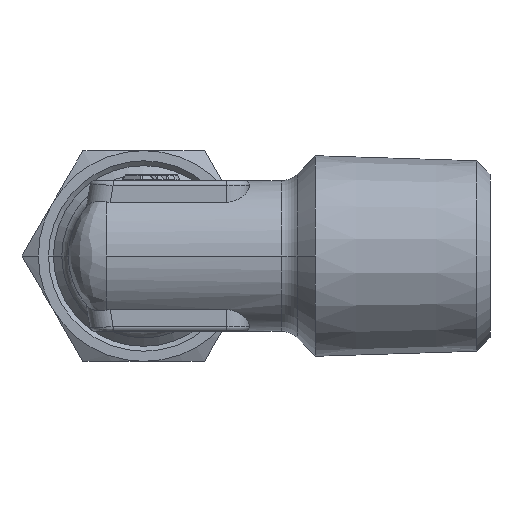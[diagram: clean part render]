
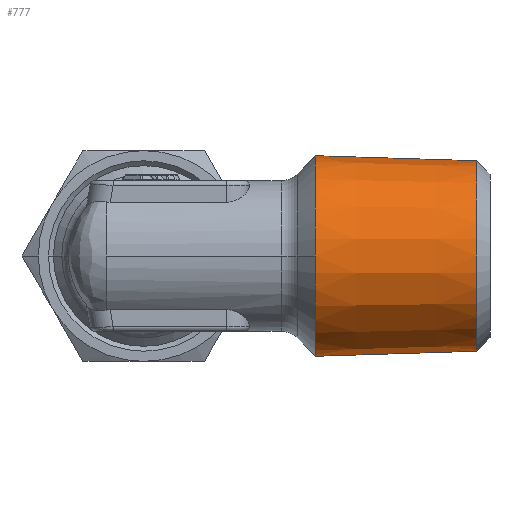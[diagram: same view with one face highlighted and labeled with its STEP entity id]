
A CAD part, left-side view. The second image highlights one B-rep face of the part: STEP entity #777.
In plain terms, the highlighted conical face has half-angle 1.78 degrees and reference radius 6.493 mm.
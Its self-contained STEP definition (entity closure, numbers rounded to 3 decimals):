
#777=ADVANCED_FACE('',(#1840),#1841,.T.);
#1840=FACE_OUTER_BOUND('',#3719,.T.);
#1841=CONICAL_SURFACE('',#3720,6.493,0.031);
#3719=EDGE_LOOP('',(#6539,#6540,#6541,#6542,#6543));
#3720=AXIS2_PLACEMENT_3D('',#6544,#6545,#6546);
#6539=ORIENTED_EDGE('',*,*,#9967,.F.);
#6540=ORIENTED_EDGE('',*,*,#9657,.T.);
#6541=ORIENTED_EDGE('',*,*,#9968,.F.);
#6542=ORIENTED_EDGE('',*,*,#9969,.F.);
#6543=ORIENTED_EDGE('',*,*,#9970,.F.);
#6544=CARTESIAN_POINT('',(0.0,-16.763,0.0));
#6545=DIRECTION('',(-0.0,1.0,0.0));
#6546=DIRECTION('',(0.0,0.0,-1.0));
#9657=EDGE_CURVE('',#11571,#11575,#11577,.T.);
#9967=EDGE_CURVE('',#11571,#12075,#12076,.T.);
#9968=EDGE_CURVE('',#12077,#11575,#12078,.T.);
#9969=EDGE_CURVE('',#12079,#12077,#12080,.T.);
#9970=EDGE_CURVE('',#12075,#12079,#12081,.T.);
#11571=VERTEX_POINT('',#14662);
#11575=VERTEX_POINT('',#14667);
#11577=CIRCLE('',#14670,6.326);
#12075=VERTEX_POINT('',#15621);
#12076=LINE('',#15622,#15623);
#12077=VERTEX_POINT('',#15624);
#12078=LINE('',#15625,#15626);
#12079=VERTEX_POINT('',#15627);
#12080=CIRCLE('',#15628,6.659);
#12081=CIRCLE('',#15629,6.659);
#14662=CARTESIAN_POINT('',(0.,-22.117,-6.326));
#14667=CARTESIAN_POINT('',(0.0,-22.117,6.326));
#14670=AXIS2_PLACEMENT_3D('',#18208,#18209,#18210);
#15621=CARTESIAN_POINT('',(0.,-11.409,-6.659));
#15622=CARTESIAN_POINT('',(0.,-16.763,-6.493));
#15623=VECTOR('',#18534,1.0);
#15624=CARTESIAN_POINT('',(0.,-11.409,6.659));
#15625=CARTESIAN_POINT('',(0.,-16.763,6.493));
#15626=VECTOR('',#18535,1.0);
#15627=CARTESIAN_POINT('',(-6.659,-11.409,0.0));
#15628=AXIS2_PLACEMENT_3D('',#18536,#18537,#18538);
#15629=AXIS2_PLACEMENT_3D('',#18539,#18540,#18541);
#18208=CARTESIAN_POINT('',(0.0,-22.117,0.0));
#18209=DIRECTION('',(0.0,1.0,0.0));
#18210=DIRECTION('',(0.0,0.0,-1.0));
#18534=DIRECTION('',(0.,1.,-0.031));
#18535=DIRECTION('',(0.,-1.,-0.031));
#18536=CARTESIAN_POINT('',(0.0,-11.409,0.0));
#18537=DIRECTION('',(0.0,1.0,0.0));
#18538=DIRECTION('',(-1.0,0.0,0.0));
#18539=CARTESIAN_POINT('',(0.0,-11.409,0.0));
#18540=DIRECTION('',(0.0,1.0,0.0));
#18541=DIRECTION('',(-1.0,0.0,0.0));
